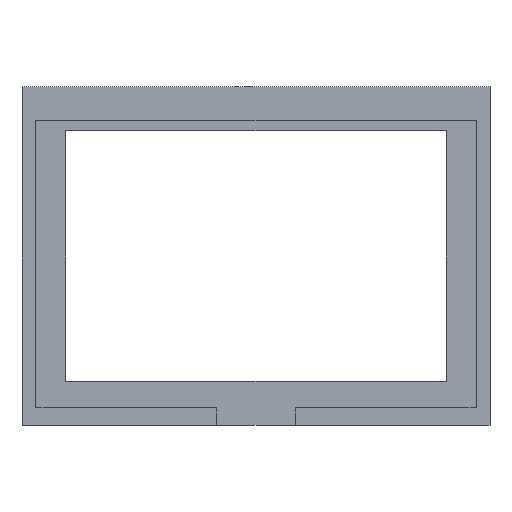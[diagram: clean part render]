
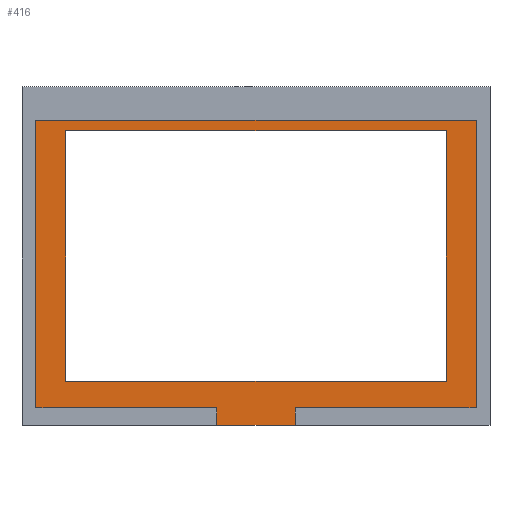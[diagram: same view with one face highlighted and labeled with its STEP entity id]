
A CAD part, top view. The second image highlights one B-rep face of the part: STEP entity #416.
In plain terms, the highlighted planar face has unit normal (0, 0, 1).
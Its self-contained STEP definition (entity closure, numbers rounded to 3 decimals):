
#16=FACE_BOUND('',#56,.T.);
#32=FACE_OUTER_BOUND('',#55,.T.);
#55=EDGE_LOOP('',(#339,#340,#341,#342,#343,#344,#345,#346));
#56=EDGE_LOOP('',(#347,#348,#349,#350));
#76=LINE('',#590,#132);
#79=LINE('',#595,#135);
#84=LINE('',#608,#140);
#88=LINE('',#616,#144);
#91=LINE('',#623,#147);
#95=LINE('',#631,#151);
#98=LINE('',#637,#154);
#101=LINE('',#643,#157);
#104=LINE('',#648,#160);
#111=LINE('',#661,#167);
#112=LINE('',#663,#168);
#113=LINE('',#664,#169);
#132=VECTOR('',#484,10.);
#135=VECTOR('',#489,10.);
#140=VECTOR('',#498,10.);
#144=VECTOR('',#504,10.);
#147=VECTOR('',#509,10.);
#151=VECTOR('',#515,10.);
#154=VECTOR('',#520,10.);
#157=VECTOR('',#525,10.);
#160=VECTOR('',#530,10.);
#167=VECTOR('',#541,10.);
#168=VECTOR('',#542,10.);
#169=VECTOR('',#543,10.);
#183=VERTEX_POINT('',#587);
#184=VERTEX_POINT('',#589);
#185=VERTEX_POINT('',#593);
#190=VERTEX_POINT('',#606);
#191=VERTEX_POINT('',#607);
#194=VERTEX_POINT('',#615);
#196=VERTEX_POINT('',#621);
#197=VERTEX_POINT('',#622);
#200=VERTEX_POINT('',#630);
#202=VERTEX_POINT('',#636);
#204=VERTEX_POINT('',#642);
#210=VERTEX_POINT('',#662);
#224=EDGE_CURVE('',#184,#183,#76,.T.);
#227=EDGE_CURVE('',#183,#185,#79,.T.);
#232=EDGE_CURVE('',#190,#191,#84,.T.);
#236=EDGE_CURVE('',#191,#194,#88,.T.);
#239=EDGE_CURVE('',#196,#197,#91,.T.);
#243=EDGE_CURVE('',#197,#200,#95,.T.);
#246=EDGE_CURVE('',#200,#202,#98,.T.);
#249=EDGE_CURVE('',#202,#204,#101,.T.);
#252=EDGE_CURVE('',#204,#190,#104,.T.);
#259=EDGE_CURVE('',#194,#196,#111,.T.);
#260=EDGE_CURVE('',#185,#210,#112,.T.);
#261=EDGE_CURVE('',#210,#184,#113,.T.);
#339=ORIENTED_EDGE('',*,*,#239,.T.);
#340=ORIENTED_EDGE('',*,*,#243,.T.);
#341=ORIENTED_EDGE('',*,*,#246,.T.);
#342=ORIENTED_EDGE('',*,*,#249,.T.);
#343=ORIENTED_EDGE('',*,*,#252,.T.);
#344=ORIENTED_EDGE('',*,*,#232,.T.);
#345=ORIENTED_EDGE('',*,*,#236,.T.);
#346=ORIENTED_EDGE('',*,*,#259,.T.);
#347=ORIENTED_EDGE('',*,*,#227,.T.);
#348=ORIENTED_EDGE('',*,*,#260,.T.);
#349=ORIENTED_EDGE('',*,*,#261,.T.);
#350=ORIENTED_EDGE('',*,*,#224,.T.);
#394=PLANE('',#452);
#416=ADVANCED_FACE('',(#32,#16),#394,.T.);
#452=AXIS2_PLACEMENT_3D('',#660,#539,#540);
#484=DIRECTION('',(1.,0.,0.));
#489=DIRECTION('',(0.,-1.,0.));
#498=DIRECTION('',(1.,0.,0.));
#504=DIRECTION('',(0.,-1.,0.));
#509=DIRECTION('',(0.,1.,0.));
#515=DIRECTION('',(1.,0.,0.));
#520=DIRECTION('',(0.,1.,0.));
#525=DIRECTION('',(-1.,0.,0.));
#530=DIRECTION('',(0.,-1.,0.));
#539=DIRECTION('center_axis',(0.,0.,1.));
#540=DIRECTION('ref_axis',(1.,0.,0.));
#541=DIRECTION('',(1.,0.,0.));
#542=DIRECTION('',(-1.,0.,0.));
#543=DIRECTION('',(0.,1.,0.));
#587=CARTESIAN_POINT('',(171.5,121.5,9.2));
#589=CARTESIAN_POINT('',(24.5,121.5,9.2));
#590=CARTESIAN_POINT('',(171.5,121.5,9.2));
#593=CARTESIAN_POINT('',(171.5,24.5,9.2));
#595=CARTESIAN_POINT('',(171.5,24.5,9.2));
#606=CARTESIAN_POINT('',(12.9,14.26,9.2));
#607=CARTESIAN_POINT('',(82.9,14.26,9.2));
#608=CARTESIAN_POINT('',(90.45,14.26,9.2));
#615=CARTESIAN_POINT('',(82.9,7.5,9.2));
#616=CARTESIAN_POINT('',(82.9,40.25,9.2));
#621=CARTESIAN_POINT('',(113.1,7.5,9.2));
#622=CARTESIAN_POINT('',(113.1,14.26,9.2));
#623=CARTESIAN_POINT('',(113.1,43.63,9.2));
#630=CARTESIAN_POINT('',(183.1,14.26,9.2));
#631=CARTESIAN_POINT('',(140.55,14.26,9.2));
#636=CARTESIAN_POINT('',(183.1,125.46,9.2));
#637=CARTESIAN_POINT('',(183.1,99.23,9.2));
#642=CARTESIAN_POINT('',(12.9,125.46,9.2));
#643=CARTESIAN_POINT('',(55.45,125.46,9.2));
#648=CARTESIAN_POINT('',(12.9,43.63,9.2));
#660=CARTESIAN_POINT('Origin',(98.,73.,9.2));
#661=CARTESIAN_POINT('',(7.5,7.5,9.2));
#662=CARTESIAN_POINT('',(24.5,24.5,9.2));
#663=CARTESIAN_POINT('',(24.5,24.5,9.2));
#664=CARTESIAN_POINT('',(24.5,121.5,9.2));
